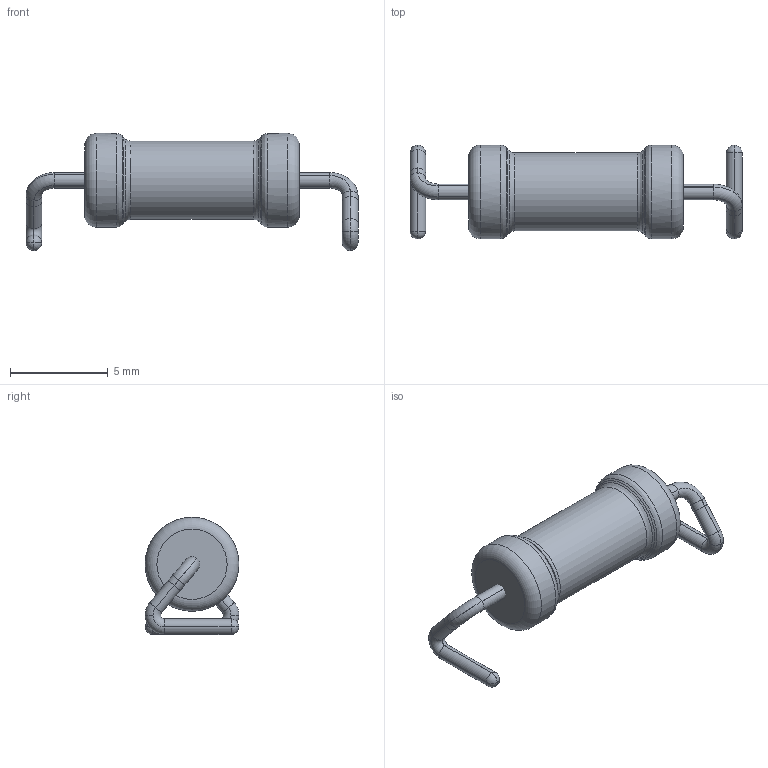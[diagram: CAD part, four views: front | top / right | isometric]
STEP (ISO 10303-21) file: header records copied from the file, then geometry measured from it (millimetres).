
FILE_DESCRIPTION(('FreeCAD Model'),'2;1');
FILE_NAME('Open CASCADE Shape Model','2022-10-24T15:45:49',('Author'),( ''),'Open CASCADE STEP processor 7.5','FreeCAD','Unknown');
FILE_SCHEMA(('AUTOMOTIVE_DESIGN { 1 0 10303 214 1 1 1 1 }'));
Length unit declared in the file: millimetre
Products named in the file (7): Unnamed; Part; Body; Part001; Body001; Part002; Body002
Assembly tree (6 placements, depth 3):
  Unnamed
    Part
      Body
    Part001
      Body001
    Part002
      Body002
Bounding box: 17 x 4.8 x 6 mm (x, y, z)
Volume: 168.6 mm3; surface area: 234.5 mm2
Topology: 3 solids, 3 shells, 139 faces, 315 edges, 176 vertices
Faces by surface type: cylinder 53, plane 48, torus 22, sphere 8, bspline 4, cone 4
Full cylindrical faces by diameter (mm): 4 x1, 4.8 x2
Entity records: 8368 total; most frequent: CARTESIAN_POINT 1853, DIRECTION 1290, LINE 709, VECTOR 709, ORIENTED_EDGE 614, PCURVE 614, DEFINITIONAL_REPRESENTATION 614, EDGE_CURVE 307
